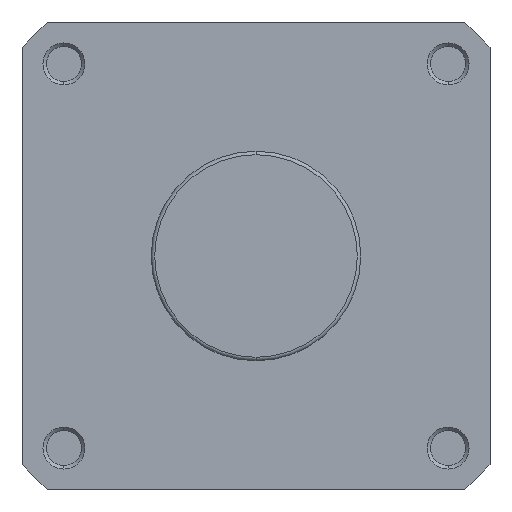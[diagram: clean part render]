
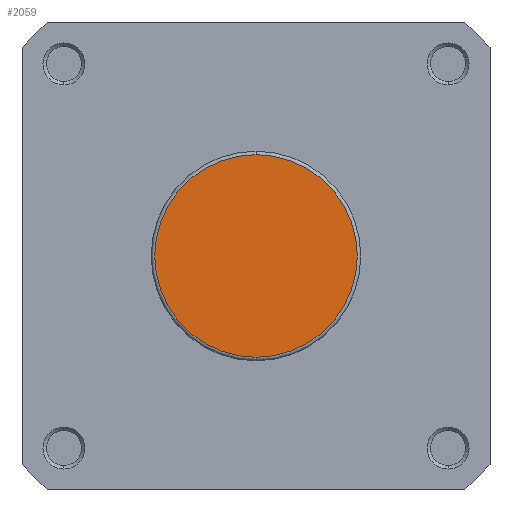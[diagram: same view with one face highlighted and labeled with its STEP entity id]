
A CAD part, left-side view. The second image highlights one B-rep face of the part: STEP entity #2059.
In plain terms, the highlighted planar face has unit normal (-1, 0, 0).
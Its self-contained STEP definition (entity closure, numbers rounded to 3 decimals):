
#134 = CARTESIAN_POINT ( 'NONE',  ( 0., 0., 0. ) ) ;
#140 = DIRECTION ( 'NONE',  ( -1., 0., 0. ) ) ;
#141 = DIRECTION ( 'NONE',  ( 0., 0., -1. ) ) ;
#898 = CARTESIAN_POINT ( 'NONE',  ( 0., 0., 29. ) ) ;
#899 = CARTESIAN_POINT ( 'NONE',  ( 0., 0., -29. ) ) ;
#1510 = EDGE_LOOP ( 'NONE', ( #4393, #4395 ) ) ;
#1589 = CARTESIAN_POINT ( 'NONE',  ( 0., 0., 0. ) ) ;
#1679 = DIRECTION ( 'NONE',  ( -1., 0., 0. ) ) ;
#1751 = DIRECTION ( 'NONE',  ( 0., 0., -1. ) ) ;
#2059 = ADVANCED_FACE ( 'NONE', ( #2215 ), #5140, .F. ) ;
#2215 = FACE_OUTER_BOUND ( 'NONE', #1510, .T. ) ;
#2573 = CIRCLE ( 'NONE', #3733, 29. ) ;
#2688 = CIRCLE ( 'NONE', #3771, 29. ) ;
#3141 = EDGE_CURVE ( 'NONE', #4651, #4652, #2573, .T. ) ;
#3219 = EDGE_CURVE ( 'NONE', #4652, #4651, #2688, .T. ) ;
#3562 = AXIS2_PLACEMENT_3D ( 'NONE', #5139, #5141, #5142 ) ;
#3733 = AXIS2_PLACEMENT_3D ( 'NONE', #1589, #1679, #1751 ) ;
#3771 = AXIS2_PLACEMENT_3D ( 'NONE', #134, #140, #141 ) ;
#4393 = ORIENTED_EDGE ( 'NONE', *, *, #3219, .T. ) ;
#4395 = ORIENTED_EDGE ( 'NONE', *, *, #3141, .T. ) ;
#4651 = VERTEX_POINT ( 'NONE', #898 ) ;
#4652 = VERTEX_POINT ( 'NONE', #899 ) ;
#5139 = CARTESIAN_POINT ( 'NONE',  ( 0., 30., 0. ) ) ;
#5140 = PLANE ( 'NONE',  #3562 ) ;
#5141 = DIRECTION ( 'NONE',  ( 1., 0., 0. ) ) ;
#5142 = DIRECTION ( 'NONE',  ( 0., 0., -1. ) ) ;
